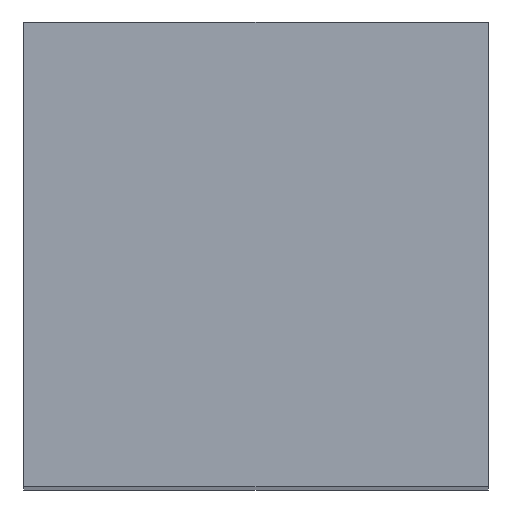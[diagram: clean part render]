
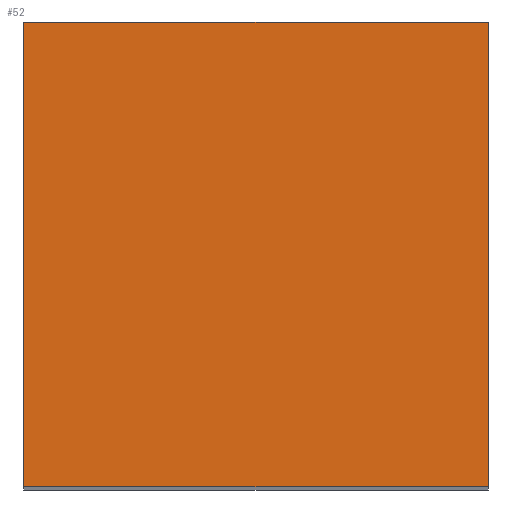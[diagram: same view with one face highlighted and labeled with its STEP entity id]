
A CAD part, top view. The second image highlights one B-rep face of the part: STEP entity #52.
In plain terms, the highlighted planar face has unit normal (0, 0, 1).
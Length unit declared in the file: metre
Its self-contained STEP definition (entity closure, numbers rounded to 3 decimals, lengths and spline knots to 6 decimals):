
#52=ADVANCED_FACE('0:1355',(#61),#62,.T.);
#61=FACE_OUTER_BOUND('',#74,.T.);
#62=PLANE('',#75);
#74=EDGE_LOOP('',(#92,#93,#94,#95));
#75=AXIS2_PLACEMENT_3D('',#96,#97,#98);
#92=ORIENTED_EDGE('',*,*,#132,.T.);
#93=ORIENTED_EDGE('',*,*,#133,.F.);
#94=ORIENTED_EDGE('',*,*,#134,.T.);
#95=ORIENTED_EDGE('',*,*,#129,.T.);
#96=CARTESIAN_POINT('',(0.005,0.0,0.04));
#97=DIRECTION('',(0.0,0.0,1.0));
#98=DIRECTION('',(1.0,0.0,0.0));
#129=EDGE_CURVE('0:1373',#143,#141,#144,.T.);
#132=EDGE_CURVE('0:1382',#141,#148,#149,.T.);
#133=EDGE_CURVE('0:1385',#150,#148,#151,.T.);
#134=EDGE_CURVE('0:1388',#150,#143,#152,.T.);
#141=VERTEX_POINT('',#161);
#143=VERTEX_POINT('',#164);
#144=LINE('',#165,#166);
#148=VERTEX_POINT('',#172);
#149=LINE('',#173,#174);
#150=VERTEX_POINT('',#175);
#151=LINE('',#176,#177);
#152=LINE('',#178,#179);
#161=CARTESIAN_POINT('',(0.01,0.01,0.04));
#164=CARTESIAN_POINT('',(0.01,0.0,0.04));
#165=CARTESIAN_POINT('',(0.01,0.0,0.04));
#166=VECTOR('',#193,1.0);
#172=CARTESIAN_POINT('',(0.0,0.01,0.04));
#173=CARTESIAN_POINT('',(0.0,0.01,0.04));
#174=VECTOR('',#196,1.0);
#175=CARTESIAN_POINT('',(0.0,0.0,0.04));
#176=CARTESIAN_POINT('',(0.0,0.0,0.04));
#177=VECTOR('',#197,1.0);
#178=CARTESIAN_POINT('',(0.0,0.0,0.04));
#179=VECTOR('',#198,1.0);
#193=DIRECTION('',(0.0,1.0,0.0));
#196=DIRECTION('',(-1.0,-0.0,-0.0));
#197=DIRECTION('',(0.0,1.0,0.0));
#198=DIRECTION('',(1.0,0.0,0.0));
